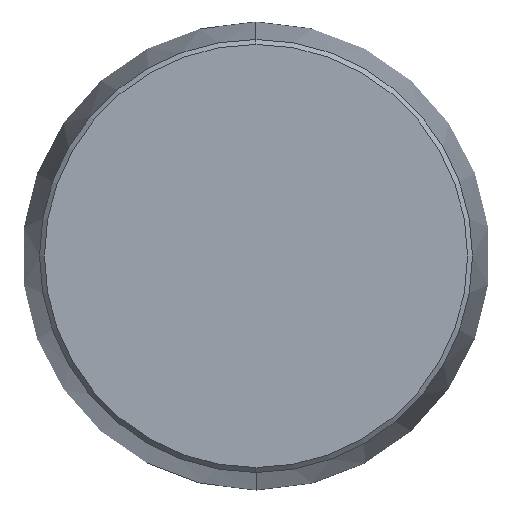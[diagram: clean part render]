
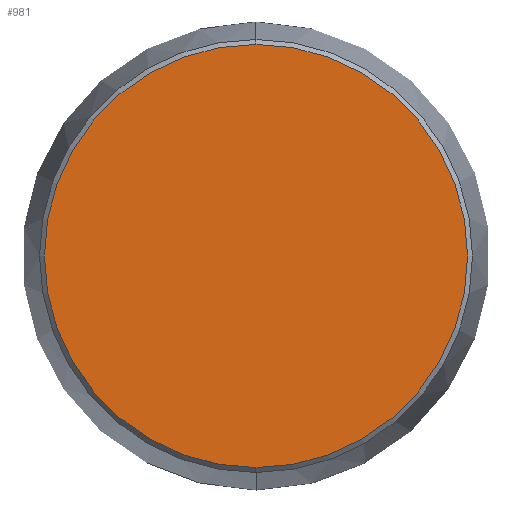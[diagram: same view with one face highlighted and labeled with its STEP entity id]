
A CAD part, left-side view. The second image highlights one B-rep face of the part: STEP entity #981.
In plain terms, the highlighted planar face has unit normal (-1, 0, 0).
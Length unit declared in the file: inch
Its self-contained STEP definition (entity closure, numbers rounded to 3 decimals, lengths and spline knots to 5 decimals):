
#116 = FACE_OUTER_BOUND ( 'NONE', #1139, .T. ) ;
#123 = CARTESIAN_POINT ( 'NONE',  ( 0., -0.03225, 0. ) ) ;
#183 = AXIS2_PLACEMENT_3D ( 'NONE', #123, #1129, #261 ) ;
#248 = AXIS2_PLACEMENT_3D ( 'NONE', #1408, #404, #1262 ) ;
#261 = DIRECTION ( 'NONE',  ( 0., 0., 1. ) ) ;
#404 = DIRECTION ( 'NONE',  ( 1., 0., 0. ) ) ;
#420 = CIRCLE ( 'NONE', #553, 0.03225 ) ;
#454 = EDGE_CURVE ( 'NONE', #1781, #1435, #420, .T. ) ;
#553 = AXIS2_PLACEMENT_3D ( 'NONE', #989, #1836, #1698 ) ;
#557 = PLANE ( 'NONE',  #183 ) ;
#704 = CIRCLE ( 'NONE', #248, 0.03225 ) ;
#981 = ADVANCED_FACE ( 'NONE', ( #116 ), #557, .F. ) ;
#989 = CARTESIAN_POINT ( 'NONE',  ( 0., 0., 0. ) ) ;
#1087 = CARTESIAN_POINT ( 'NONE',  ( 0., 0., -0.03225 ) ) ;
#1128 = CARTESIAN_POINT ( 'NONE',  ( 0., 0., 0.03225 ) ) ;
#1129 = DIRECTION ( 'NONE',  ( 1., 0., 0. ) ) ;
#1139 = EDGE_LOOP ( 'NONE', ( #1283, #1281 ) ) ;
#1262 = DIRECTION ( 'NONE',  ( 0., 0., 1. ) ) ;
#1281 = ORIENTED_EDGE ( 'NONE', *, *, #454, .F. ) ;
#1283 = ORIENTED_EDGE ( 'NONE', *, *, #1856, .F. ) ;
#1408 = CARTESIAN_POINT ( 'NONE',  ( 0., 0., 0. ) ) ;
#1435 = VERTEX_POINT ( 'NONE', #1128 ) ;
#1698 = DIRECTION ( 'NONE',  ( 0., 0., 1. ) ) ;
#1781 = VERTEX_POINT ( 'NONE', #1087 ) ;
#1836 = DIRECTION ( 'NONE',  ( 1., 0., 0. ) ) ;
#1856 = EDGE_CURVE ( 'NONE', #1435, #1781, #704, .T. ) ;
